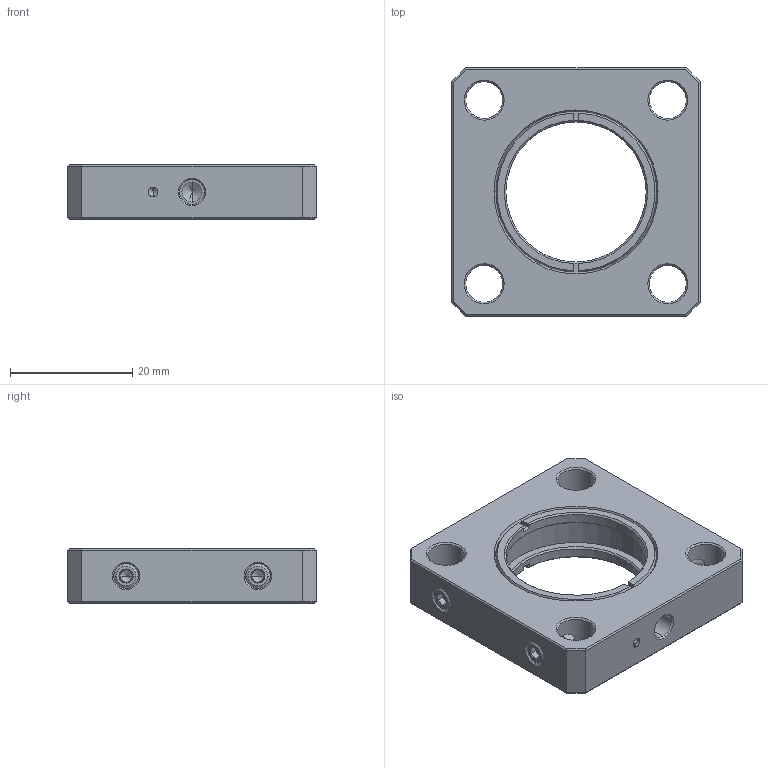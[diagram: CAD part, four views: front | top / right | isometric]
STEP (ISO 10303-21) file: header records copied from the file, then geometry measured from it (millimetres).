
FILE_DESCRIPTION (( 'STEP AP214' ), '1' );
FILE_NAME ('TTN189114-E0W.STEP', '2019-06-25T13:00:59', ( '' ), ( '' ), 'SwSTEP 2.0', 'SolidWorks 2018', '' );
FILE_SCHEMA (( 'AUTOMOTIVE_DESIGN' ));
Length unit declared in the file: inch
Products named in the file (1): TTN189114-E0W
Bounding box: 40.64 x 40.64 x 8.89 mm (x, y, z)
Volume: 8851.8 mm3; surface area: 6508.5 mm2
Topology: 7 solids, 7 shells, 542 faces, 1350 edges, 837 vertices
Faces by surface type: plane 260, cone 118, bspline 116, cylinder 48
Entity records: 25592 total; most frequent: CARTESIAN_POINT 6414, ORIENTED_EDGE 2660, DIRECTION 2110, EDGE_CURVE 1330, VERTEX_POINT 837, VECTOR 788, LINE 788, AXIS2_PLACEMENT_3D 661
